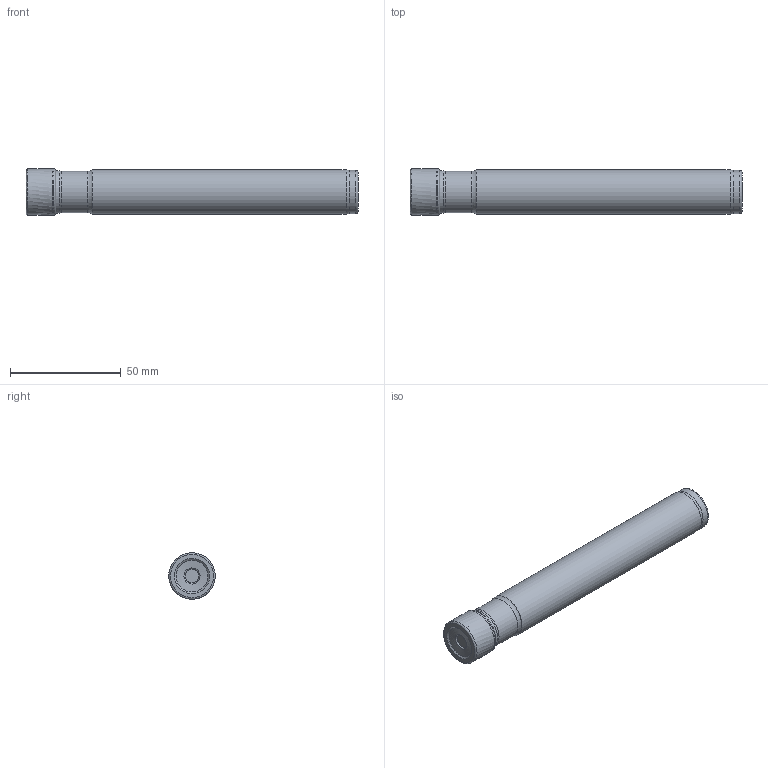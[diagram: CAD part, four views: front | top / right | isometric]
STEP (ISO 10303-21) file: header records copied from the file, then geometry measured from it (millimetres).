
FILE_DESCRIPTION(/* description */ (''),/* implementation_level */ '2;1');
FILE_NAME(/* name */ 'AEM90-AP1204-D21-C20-L150-Z02.stp',/* time_stamp */ '2023-10-17T08:41:17+03:00',/* author */ (''),/* organization */ (''),/* preprocessor_version */ 'ST-DEVELOPER v19.4',/* originating_system */ 'SIEMENS PLM Software NX2306.3001',/* authorisation */ '');
FILE_SCHEMA (('AUTOMOTIVE_DESIGN { 1 0 10303 214 3 1 1 1 }'));
Length unit declared in the file: millimetre
Products named in the file (1): AEM90-AP1204-D21-C20-L150-Z02
Bounding box: 150 x 21 x 21 mm (x, y, z)
Volume: 50275.3 mm3; surface area: 11565 mm2
Topology: 2 solids, 2 shells, 34 faces, 74 edges, 45 vertices
Faces by surface type: revolution 12, torus 7, plane 5, cone 5, cylinder 4, bspline 1
Full cylindrical faces by diameter (mm): 18.8 x1, 19.5 x1, 20 x2
Entity records: 911 total; most frequent: CARTESIAN_POINT 140, DIRECTION 138, EDGE_LOOP 66, ORIENTED_EDGE 66, FACE_BOUND 64, AXIS2_PLACEMENT_3D 59, ADVANCED_FACE 34, VERTEX_POINT 33
